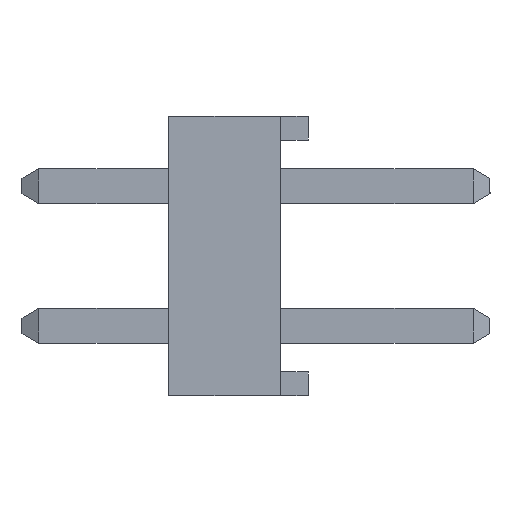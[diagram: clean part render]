
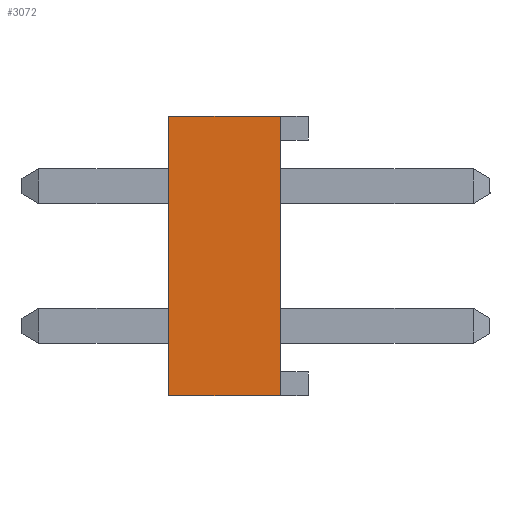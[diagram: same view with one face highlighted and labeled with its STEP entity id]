
A CAD part, left-side view. The second image highlights one B-rep face of the part: STEP entity #3072.
In plain terms, the highlighted planar face has unit normal (-1, 0, 0).
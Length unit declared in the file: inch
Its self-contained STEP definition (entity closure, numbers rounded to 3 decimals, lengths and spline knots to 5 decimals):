
#3072 = ADVANCED_FACE( '', ( #6971 ), #6972, .F. );
#6971 = FACE_OUTER_BOUND( '', #11629, .T. );
#6972 = PLANE( '', #11630 );
#11629 = EDGE_LOOP( '', ( #20804, #20805, #20806, #20807 ) );
#11630 = AXIS2_PLACEMENT_3D( '', #20808, #20809, #20810 );
#20804 = ORIENTED_EDGE( '', *, *, #28501, .F. );
#20805 = ORIENTED_EDGE( '', *, *, #28055, .F. );
#20806 = ORIENTED_EDGE( '', *, *, #30714, .F. );
#20807 = ORIENTED_EDGE( '', *, *, #31029, .T. );
#20808 = CARTESIAN_POINT( '', ( -0.9, 0.1, -0.1 ) );
#20809 = DIRECTION( '', ( 1., 0., 0. ) );
#20810 = DIRECTION( '', ( 0., 0., -1. ) );
#28055 = EDGE_CURVE( '', #33844, #33846, #33847, .T. );
#28501 = EDGE_CURVE( '', #33846, #34603, #34604, .T. );
#30714 = EDGE_CURVE( '', #37933, #33844, #37935, .T. );
#31029 = EDGE_CURVE( '', #37933, #34603, #38344, .T. );
#33844 = VERTEX_POINT( '', #41946 );
#33846 = VERTEX_POINT( '', #41949 );
#33847 = LINE( '', #41950, #41951 );
#34603 = VERTEX_POINT( '', #43069 );
#34604 = LINE( '', #43070, #43071 );
#37933 = VERTEX_POINT( '', #48122 );
#37935 = LINE( '', #48125, #48126 );
#38344 = LINE( '', #48756, #48757 );
#41946 = CARTESIAN_POINT( '', ( -0.9, 0.1, 0.1 ) );
#41949 = CARTESIAN_POINT( '', ( -0.9, 0.02, 0.1 ) );
#41950 = CARTESIAN_POINT( '', ( -0.9, 0.1, 0.1 ) );
#41951 = VECTOR( '', #52027, 39.37008 );
#43069 = CARTESIAN_POINT( '', ( -0.9, 0.02, -0.1 ) );
#43070 = CARTESIAN_POINT( '', ( -0.9, 0.02, -0.1 ) );
#43071 = VECTOR( '', #52390, 39.37008 );
#48122 = CARTESIAN_POINT( '', ( -0.9, 0.1, -0.1 ) );
#48125 = CARTESIAN_POINT( '', ( -0.9, 0.1, -0.1 ) );
#48126 = VECTOR( '', #54114, 39.37008 );
#48756 = CARTESIAN_POINT( '', ( -0.9, 0.1, -0.1 ) );
#48757 = VECTOR( '', #54336, 39.37008 );
#52027 = DIRECTION( '', ( 0., -1., 0. ) );
#52390 = DIRECTION( '', ( 0., 0., -1. ) );
#54114 = DIRECTION( '', ( 0., 0., 1. ) );
#54336 = DIRECTION( '', ( 0., -1., 0. ) );
